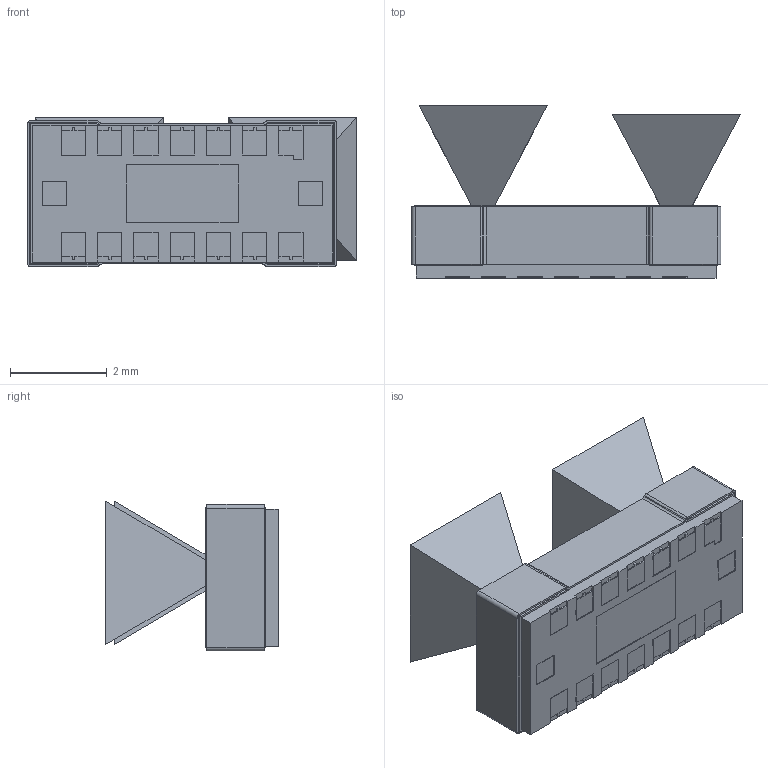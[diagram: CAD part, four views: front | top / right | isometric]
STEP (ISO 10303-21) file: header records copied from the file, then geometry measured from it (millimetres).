
FILE_DESCRIPTION (( 'STEP AP214' ), '1' );
FILE_NAME ('VL53L5CX.STEP', '2021-02-17T08:33:29', ( '' ), ( '' ), 'SwSTEP 2.0', 'SolidWorks 2020', '' );
FILE_SCHEMA (( 'AUTOMOTIVE_DESIGN' ));
Length unit declared in the file: millimetre
Products named in the file (1): VL53L5CX WITH CONES
Bounding box: 6.81 x 3.57 x 3.1 mm (x, y, z)
Surface area: 101.1 mm2 (no closed solid volume)
Topology: 0 solids, 3 shells, 332 faces, 950 edges, 634 vertices
Faces by surface type: plane 262, cylinder 42, cone 26, bspline 2
Entity records: 13484 total; most frequent: CARTESIAN_POINT 4869, ORIENTED_EDGE 1892, EDGE_CURVE 950, B_SPLINE_CURVE_WITH_KNOTS 950, DIRECTION 662, VERTEX_POINT 634, EDGE_LOOP 344, FACE_OUTER_BOUND 332
